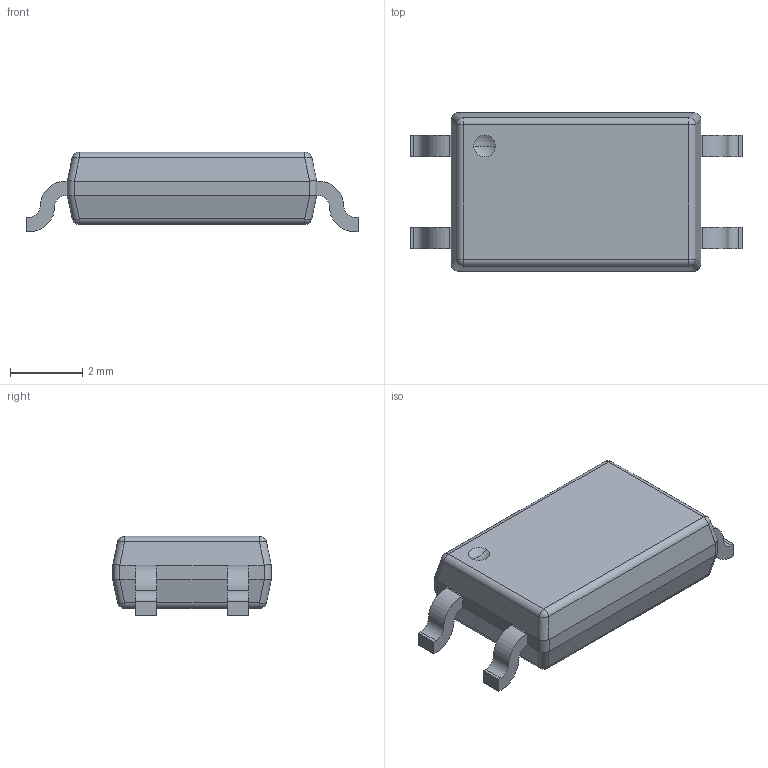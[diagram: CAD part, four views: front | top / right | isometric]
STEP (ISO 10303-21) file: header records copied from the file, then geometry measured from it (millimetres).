
FILE_DESCRIPTION (( 'STEP AP214' ), '1' );
FILE_NAME ('SW3dPS-LAN0019-01.STEP', '2009-10-31T18:15:21', ( 'sysAdmin' ), ( 'SolidWorks' ), 'SwSTEP 2.0', 'SolidWorks 2009', '' );
FILE_SCHEMA (( 'AUTOMOTIVE_DESIGN' ));
Length unit declared in the file: millimetre
Products named in the file (1): SW3dPS-LAN0019-01
Bounding box: 9.18 x 4.39 x 2.2 mm (x, y, z)
Volume: 58.9 mm3; surface area: 108.8 mm2
Topology: 1 solids, 1 shells, 94 faces, 232 edges, 141 vertices
Faces by surface type: plane 46, cylinder 38, sphere 10
Entity records: 3314 total; most frequent: CARTESIAN_POINT 540, ORIENTED_EDGE 464, DIRECTION 460, EDGE_CURVE 232, AXIS2_PLACEMENT_3D 157, VECTOR 146, LINE 146, VERTEX_POINT 141
